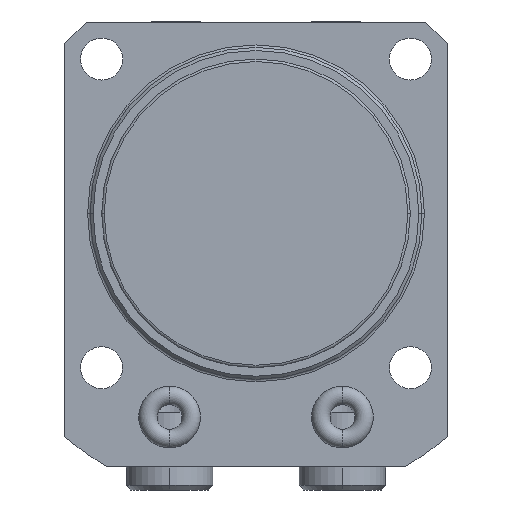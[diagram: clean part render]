
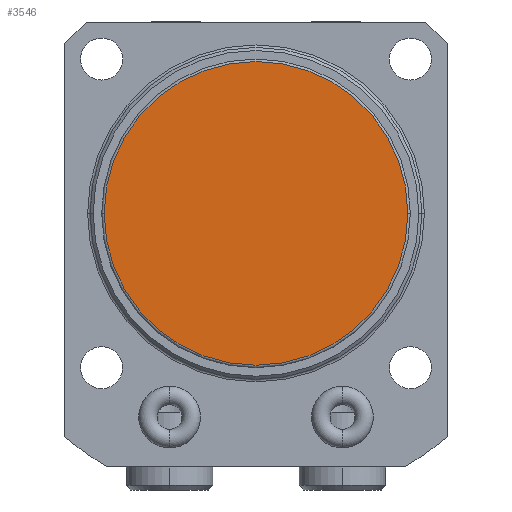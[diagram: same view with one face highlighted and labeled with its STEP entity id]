
A CAD part, front view. The second image highlights one B-rep face of the part: STEP entity #3546.
In plain terms, the highlighted planar face has unit normal (0, -1, 0).
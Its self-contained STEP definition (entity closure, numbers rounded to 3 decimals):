
#485=CARTESIAN_POINT('',(0.,-37.88,0.));
#486=DIRECTION('',(0.,-1.,0.));
#487=DIRECTION('',(1.,0.,0.));
#488=AXIS2_PLACEMENT_3D('',#485,#486,#487);
#509=CARTESIAN_POINT('',(0.,-37.88,0.));
#510=DIRECTION('',(0.,1.,0.));
#511=DIRECTION('',(1.,0.,0.));
#512=AXIS2_PLACEMENT_3D('',#509,#510,#511);
#3085=CARTESIAN_POINT('',(24.6,-37.88,0.));
#3087=VERTEX_POINT('',#3085);
#3091=CARTESIAN_POINT('',(-24.6,-37.88,0.));
#3093=VERTEX_POINT('',#3091);
#3537=CARTESIAN_POINT('',(0.,-37.88,0.));
#3538=DIRECTION('',(0.,-1.,0.));
#3539=DIRECTION('',(-1.,0.,0.));
#3540=AXIS2_PLACEMENT_3D('',#3537,#3538,#3539);
#3541=PLANE('',#3540);
#3542=ORIENTED_EDGE('',*,*,#3532,.T.);
#3543=ORIENTED_EDGE('',*,*,#3516,.F.);
#3544=EDGE_LOOP('',(#3542,#3543));
#3545=FACE_OUTER_BOUND('',#3544,.F.);
#3546=ADVANCED_FACE('',(#3545),#3541,.T.);
#489=CIRCLE('',#488,24.6);
#513=CIRCLE('',#512,24.6);
#3516=EDGE_CURVE('',#3087,#3093,#489,.T.);
#3532=EDGE_CURVE('',#3087,#3093,#513,.T.);
